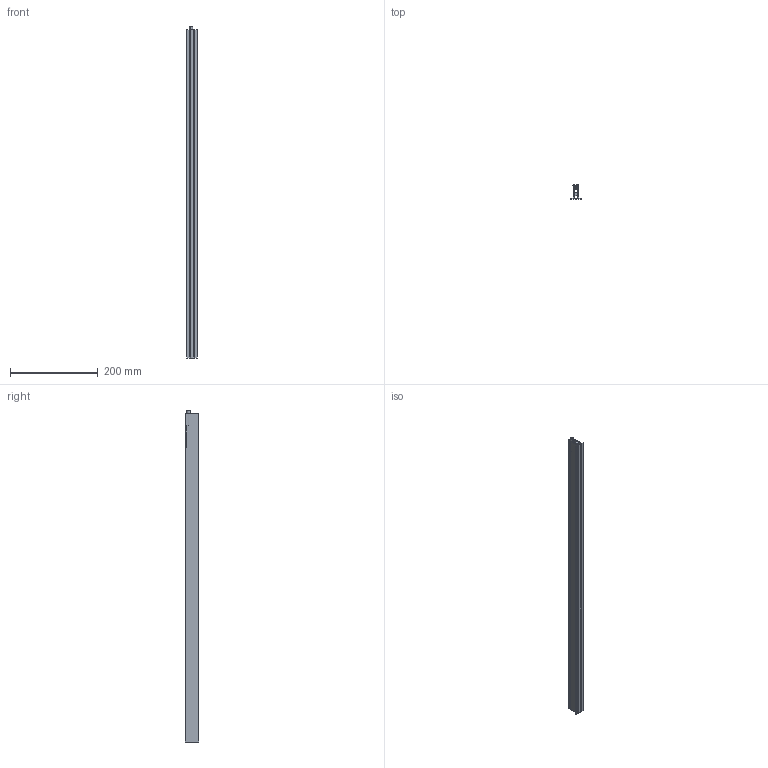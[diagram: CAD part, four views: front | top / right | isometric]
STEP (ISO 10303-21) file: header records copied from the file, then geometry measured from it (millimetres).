
FILE_DESCRIPTION (( 'STEP AP203' ), '1' );
FILE_NAME ('FT750.STEP', '2024-11-27T15:54:37', ( '' ), ( '' ), 'SwSTEP 2.0', 'SolidWorks 2023', '' );
FILE_SCHEMA (( 'CONFIG_CONTROL_DESIGN' ));
Length unit declared in the file: millimetre
Products named in the file (4): Aussengehäuse_FT_750; Innengeometrie_FT; Betätigungsteil_FT; FT750
Assembly tree (3 placements, depth 2):
  FT750
    Aussengehäuse_FT_750
    Betätigungsteil_FT
    Innengeometrie_FT
Bounding box: 25 x 31 x 758 mm (x, y, z)
Volume: 149666.3 mm3; surface area: 242083.8 mm2
Topology: 18 solids, 18 shells, 608 faces, 1708 edges, 1138 vertices
Faces by surface type: plane 299, bspline 280, cylinder 27, torus 2
Entity records: 33524 total; most frequent: CARTESIAN_POINT 19164, ORIENTED_EDGE 3416, DIRECTION 1876, EDGE_CURVE 1708, VERTEX_POINT 1138, VECTOR 1088, LINE 1088, EDGE_LOOP 690
